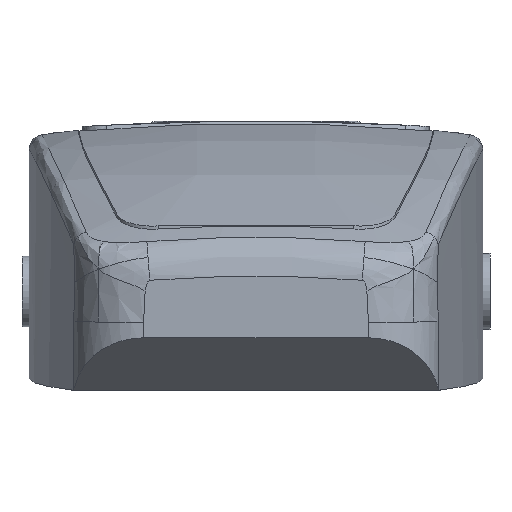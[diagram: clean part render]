
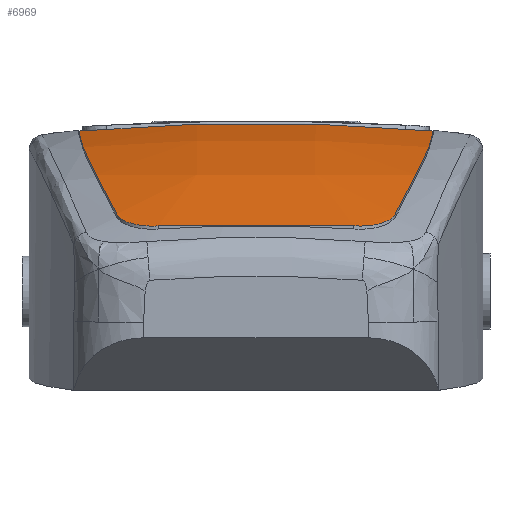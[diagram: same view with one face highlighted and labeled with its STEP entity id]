
A CAD part, left-side view. The second image highlights one B-rep face of the part: STEP entity #6969.
In plain terms, the highlighted free-form (B-spline) face has degree [3, 3] with [4, 4] control points.
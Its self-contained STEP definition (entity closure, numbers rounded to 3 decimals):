
#174=B_SPLINE_CURVE_WITH_KNOTS('',3,(#11081,#11082,#11083,#11084,#11085,
#11086),.UNSPECIFIED.,.F.,.F.,(4,2,4),(0.,1.262,
2.52),.UNSPECIFIED.);
#175=B_SPLINE_CURVE_WITH_KNOTS('',3,(#11104,#11105,#11106,#11107,#11108,
#11109),.UNSPECIFIED.,.F.,.F.,(4,2,4),(-2.468,-1.234,
0.),.UNSPECIFIED.);
#176=B_SPLINE_CURVE_WITH_KNOTS('',3,(#11111,#11112,#11113,#11114,#11115,
#11116),.UNSPECIFIED.,.F.,.F.,(4,2,4),(-2.468,-1.234,
0.),.UNSPECIFIED.);
#177=B_SPLINE_CURVE_WITH_KNOTS('',3,(#11118,#11119,#11120,#11121,#11122,
#11123,#11124,#11125,#11126,#11127),.UNSPECIFIED.,.F.,.F.,(4,2,2,2,4),(-0.416,
-0.316,-0.208,-0.099,0.),
 .UNSPECIFIED.);
#178=B_SPLINE_CURVE_WITH_KNOTS('',3,(#11129,#11130,#11131,#11132,#11133,
#11134),.UNSPECIFIED.,.F.,.F.,(4,2,4),(-1.381,-0.691,
0.),.UNSPECIFIED.);
#179=B_SPLINE_CURVE_WITH_KNOTS('',3,(#11135,#11136,#11137,#11138,#11139,
#11140,#11141,#11142,#11143,#11144),.UNSPECIFIED.,.F.,.F.,(4,2,2,2,4),(-0.417,
-0.318,-0.209,-0.101,0.),
 .UNSPECIFIED.);
#310=B_SPLINE_SURFACE_WITH_KNOTS('',3,3,((#11087,#11088,#11089,#11090),
(#11091,#11092,#11093,#11094),(#11095,#11096,#11097,#11098),(#11099,#11100,
#11101,#11102)),.UNSPECIFIED.,.F.,.F.,.F.,(4,4),(4,4),(-3.106,
-2.856),(0.052,0.422),.UNSPECIFIED.);
#773=FACE_OUTER_BOUND('',#1223,.T.);
#1223=EDGE_LOOP('',(#4984,#4985,#4986,#4987,#4988,#4989));
#3087=VERTEX_POINT('',#11068);
#3090=VERTEX_POINT('',#11079);
#3091=VERTEX_POINT('',#11103);
#3092=VERTEX_POINT('',#11110);
#3093=VERTEX_POINT('',#11117);
#3094=VERTEX_POINT('',#11128);
#3819=EDGE_CURVE('',#3087,#3090,#174,.T.);
#3820=EDGE_CURVE('',#3091,#3087,#175,.T.);
#3821=EDGE_CURVE('',#3090,#3092,#176,.T.);
#3822=EDGE_CURVE('',#3092,#3093,#177,.T.);
#3823=EDGE_CURVE('',#3093,#3094,#178,.T.);
#3824=EDGE_CURVE('',#3094,#3091,#179,.T.);
#4984=ORIENTED_EDGE('',*,*,#3820,.T.);
#4985=ORIENTED_EDGE('',*,*,#3819,.T.);
#4986=ORIENTED_EDGE('',*,*,#3821,.T.);
#4987=ORIENTED_EDGE('',*,*,#3822,.T.);
#4988=ORIENTED_EDGE('',*,*,#3823,.T.);
#4989=ORIENTED_EDGE('',*,*,#3824,.T.);
#6969=ADVANCED_FACE('',(#773),#310,.F.);
#11068=CARTESIAN_POINT('',(-14.518,11.667,12.5));
#11079=CARTESIAN_POINT('',(-14.518,11.667,-12.5));
#11081=CARTESIAN_POINT('Ctrl Pts',(-14.518,11.667,12.5));
#11082=CARTESIAN_POINT('Ctrl Pts',(-15.507,12.059,8.431));
#11083=CARTESIAN_POINT('Ctrl Pts',(-16.017,12.254,4.223));
#11084=CARTESIAN_POINT('Ctrl Pts',(-16.015,12.254,-4.213));
#11085=CARTESIAN_POINT('Ctrl Pts',(-15.509,12.06,-8.424));
#11086=CARTESIAN_POINT('Ctrl Pts',(-14.518,11.667,-12.5));
#11087=CARTESIAN_POINT('Ctrl Pts',(-40.695,5.069,12.5));
#11088=CARTESIAN_POINT('Ctrl Pts',(-32.477,8.859,12.5));
#11089=CARTESIAN_POINT('Ctrl Pts',(-23.551,11.109,12.5));
#11090=CARTESIAN_POINT('Ctrl Pts',(-14.518,11.667,12.5));
#11091=CARTESIAN_POINT('Ctrl Pts',(-40.641,6.11,4.21));
#11092=CARTESIAN_POINT('Ctrl Pts',(-32.294,9.894,4.21));
#11093=CARTESIAN_POINT('Ctrl Pts',(-23.241,12.113,4.21));
#11094=CARTESIAN_POINT('Ctrl Pts',(-14.09,12.618,4.21));
#11095=CARTESIAN_POINT('Ctrl Pts',(-40.641,6.11,-4.21));
#11096=CARTESIAN_POINT('Ctrl Pts',(-32.294,9.894,-4.21));
#11097=CARTESIAN_POINT('Ctrl Pts',(-23.241,12.113,-4.21));
#11098=CARTESIAN_POINT('Ctrl Pts',(-14.09,12.618,-4.21));
#11099=CARTESIAN_POINT('Ctrl Pts',(-40.695,5.069,-12.5));
#11100=CARTESIAN_POINT('Ctrl Pts',(-32.477,8.859,-12.5));
#11101=CARTESIAN_POINT('Ctrl Pts',(-23.551,11.109,-12.5));
#11102=CARTESIAN_POINT('Ctrl Pts',(-14.518,11.667,-12.5));
#11103=CARTESIAN_POINT('',(-38.315,6.403,9.827));
#11104=CARTESIAN_POINT('Ctrl Pts',(-38.315,6.403,9.827));
#11105=CARTESIAN_POINT('Ctrl Pts',(-34.572,7.882,10.678));
#11106=CARTESIAN_POINT('Ctrl Pts',(-30.681,9.07,11.35));
#11107=CARTESIAN_POINT('Ctrl Pts',(-22.697,10.838,12.262));
#11108=CARTESIAN_POINT('Ctrl Pts',(-18.623,11.413,12.499));
#11109=CARTESIAN_POINT('Ctrl Pts',(-14.518,11.667,12.5));
#11110=CARTESIAN_POINT('',(-38.315,6.403,-9.827));
#11111=CARTESIAN_POINT('Ctrl Pts',(-14.518,11.667,-12.5));
#11112=CARTESIAN_POINT('Ctrl Pts',(-18.623,11.413,-12.499));
#11113=CARTESIAN_POINT('Ctrl Pts',(-22.697,10.838,-12.262));
#11114=CARTESIAN_POINT('Ctrl Pts',(-30.681,9.07,-11.35));
#11115=CARTESIAN_POINT('Ctrl Pts',(-34.572,7.882,-10.678));
#11116=CARTESIAN_POINT('Ctrl Pts',(-38.315,6.403,-9.827));
#11117=CARTESIAN_POINT('',(-40.65,5.62,-6.901));
#11118=CARTESIAN_POINT('Ctrl Pts',(-38.315,6.403,-9.827));
#11119=CARTESIAN_POINT('Ctrl Pts',(-38.621,6.282,-9.757));
#11120=CARTESIAN_POINT('Ctrl Pts',(-38.917,6.167,-9.639));
#11121=CARTESIAN_POINT('Ctrl Pts',(-39.483,5.954,-9.3));
#11122=CARTESIAN_POINT('Ctrl Pts',(-39.747,5.858,-9.074));
#11123=CARTESIAN_POINT('Ctrl Pts',(-40.196,5.705,-8.527));
#11124=CARTESIAN_POINT('Ctrl Pts',(-40.374,5.65,-8.21));
#11125=CARTESIAN_POINT('Ctrl Pts',(-40.596,5.6,-7.554));
#11126=CARTESIAN_POINT('Ctrl Pts',(-40.65,5.598,-7.229));
#11127=CARTESIAN_POINT('Ctrl Pts',(-40.65,5.62,-6.901));
#11128=CARTESIAN_POINT('',(-40.65,5.62,6.901));
#11129=CARTESIAN_POINT('Ctrl Pts',(-40.65,5.62,-6.901));
#11130=CARTESIAN_POINT('Ctrl Pts',(-40.65,5.775,-4.604));
#11131=CARTESIAN_POINT('Ctrl Pts',(-40.65,5.852,-2.302));
#11132=CARTESIAN_POINT('Ctrl Pts',(-40.65,5.852,2.302));
#11133=CARTESIAN_POINT('Ctrl Pts',(-40.65,5.775,4.604));
#11134=CARTESIAN_POINT('Ctrl Pts',(-40.65,5.62,6.901));
#11135=CARTESIAN_POINT('Ctrl Pts',(-40.65,5.62,6.901));
#11136=CARTESIAN_POINT('Ctrl Pts',(-40.65,5.598,7.228));
#11137=CARTESIAN_POINT('Ctrl Pts',(-40.597,5.6,7.553));
#11138=CARTESIAN_POINT('Ctrl Pts',(-40.375,5.65,8.208));
#11139=CARTESIAN_POINT('Ctrl Pts',(-40.197,5.704,8.525));
#11140=CARTESIAN_POINT('Ctrl Pts',(-39.749,5.857,9.073));
#11141=CARTESIAN_POINT('Ctrl Pts',(-39.485,5.953,9.299));
#11142=CARTESIAN_POINT('Ctrl Pts',(-38.918,6.167,9.639));
#11143=CARTESIAN_POINT('Ctrl Pts',(-38.621,6.282,9.757));
#11144=CARTESIAN_POINT('Ctrl Pts',(-38.315,6.403,9.827));
